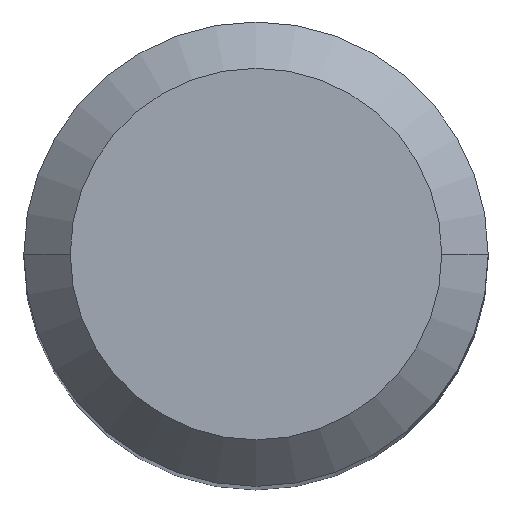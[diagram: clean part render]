
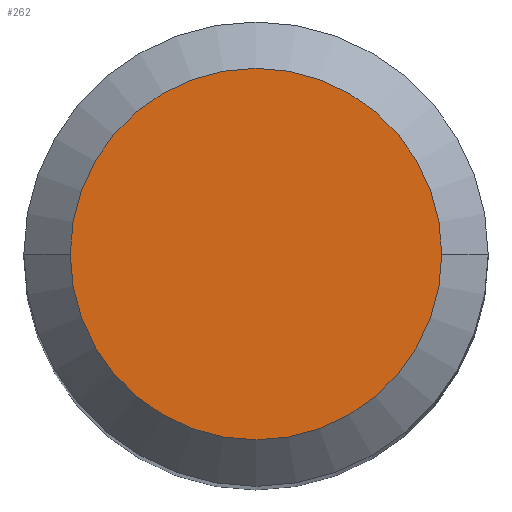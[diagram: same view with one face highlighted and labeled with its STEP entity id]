
A CAD part, top view. The second image highlights one B-rep face of the part: STEP entity #262.
In plain terms, the highlighted planar face has unit normal (0, 0, 1).
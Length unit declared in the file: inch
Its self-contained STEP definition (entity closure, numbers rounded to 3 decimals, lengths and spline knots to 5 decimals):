
#43 = ORIENTED_EDGE ( 'NONE', *, *, #349, .T. ) ;
#57 = DIRECTION ( 'NONE',  ( -1., 0., 0. ) ) ;
#65 = PLANE ( 'NONE',  #479 ) ;
#97 = EDGE_LOOP ( 'NONE', ( #230, #43 ) ) ;
#103 = FACE_OUTER_BOUND ( 'NONE', #97, .T. ) ;
#106 = CARTESIAN_POINT ( 'NONE',  ( 0.126, 0., 0. ) ) ;
#151 = DIRECTION ( 'NONE',  ( 1., 0., 0. ) ) ;
#206 = CIRCLE ( 'NONE', #225, 0.126 ) ;
#225 = AXIS2_PLACEMENT_3D ( 'NONE', #324, #274, #151 ) ;
#230 = ORIENTED_EDGE ( 'NONE', *, *, #296, .T. ) ;
#256 = CARTESIAN_POINT ( 'NONE',  ( 0., 0., 0. ) ) ;
#262 = ADVANCED_FACE ( 'NONE', ( #103 ), #65, .F. ) ;
#274 = DIRECTION ( 'NONE',  ( 0., 0., 1. ) ) ;
#296 = EDGE_CURVE ( 'NONE', #424, #456, #206, .T. ) ;
#302 = CARTESIAN_POINT ( 'NONE',  ( -0.126, 0., 0. ) ) ;
#312 = DIRECTION ( 'NONE',  ( 0., 0., -1. ) ) ;
#324 = CARTESIAN_POINT ( 'NONE',  ( 0., 0., 0. ) ) ;
#333 = AXIS2_PLACEMENT_3D ( 'NONE', #256, #410, #477 ) ;
#346 = CIRCLE ( 'NONE', #333, 0.126 ) ;
#349 = EDGE_CURVE ( 'NONE', #456, #424, #346, .T. ) ;
#395 = CARTESIAN_POINT ( 'NONE',  ( 0., 0., 0. ) ) ;
#410 = DIRECTION ( 'NONE',  ( 0., 0., 1. ) ) ;
#424 = VERTEX_POINT ( 'NONE', #302 ) ;
#456 = VERTEX_POINT ( 'NONE', #106 ) ;
#477 = DIRECTION ( 'NONE',  ( 1., 0., 0. ) ) ;
#479 = AXIS2_PLACEMENT_3D ( 'NONE', #395, #312, #57 ) ;
